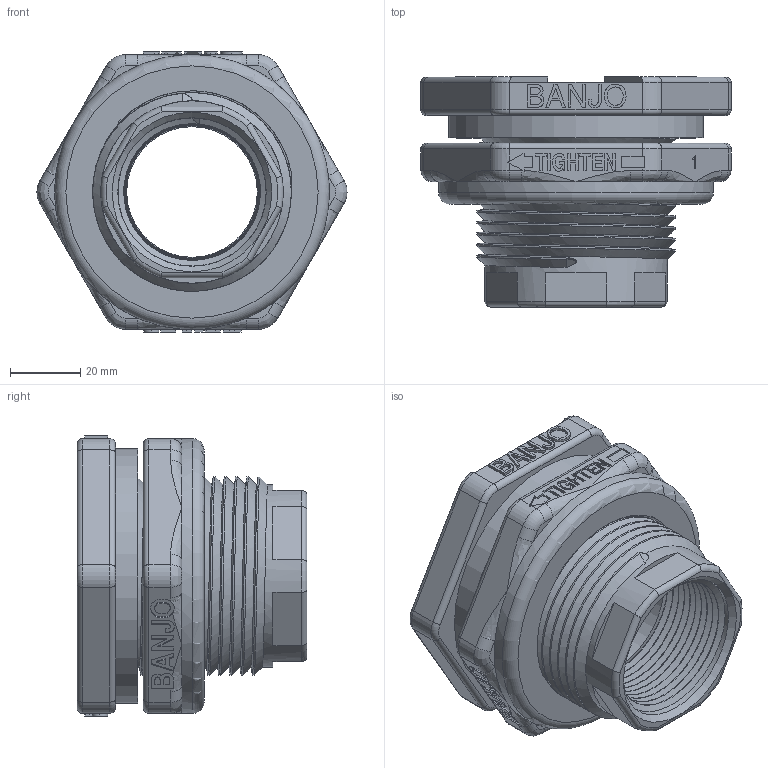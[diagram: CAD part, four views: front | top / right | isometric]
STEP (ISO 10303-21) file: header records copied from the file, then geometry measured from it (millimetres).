
FILE_DESCRIPTION((''),'2;1');
FILE_NAME('TF125.stp','2012-07-24T10:04:42',('mclevenger'),(''),'Autodesk Inventor 2012','Autodesk Inventor 2012','');
FILE_SCHEMA(('AUTOMOTIVE_DESIGN { 1 0 10303 214 1 1 1 1 }'));
Length unit declared in the file: inch
Products named in the file (4): TF125; TF121; TF103; TF100G
Assembly tree (3 placements, depth 2):
  TF125
    TF121
    TF103
    TF100G
Bounding box: 88.08 x 65.28 x 79.55 mm (x, y, z)
Volume: 152638.6 mm3; surface area: 57639 mm2
Topology: 3 solids, 3 shells, 782 faces, 2082 edges, 1346 vertices
Faces by surface type: plane 466, bspline 194, cylinder 73, torus 26, cone 23
Full cylindrical faces by diameter (mm): 37.084 x1, 51.816 x10, 56.515 x1, 57.15 x1, 57.531 x4, 72.39 x1, 77.978 x1
Entity records: 33152 total; most frequent: CARTESIAN_POINT 15820, ORIENTED_EDGE 3914, DIRECTION 2866, EDGE_CURVE 1957, VECTOR 1326, LINE 1326, VERTEX_POINT 1278, EDGE_LOOP 819
